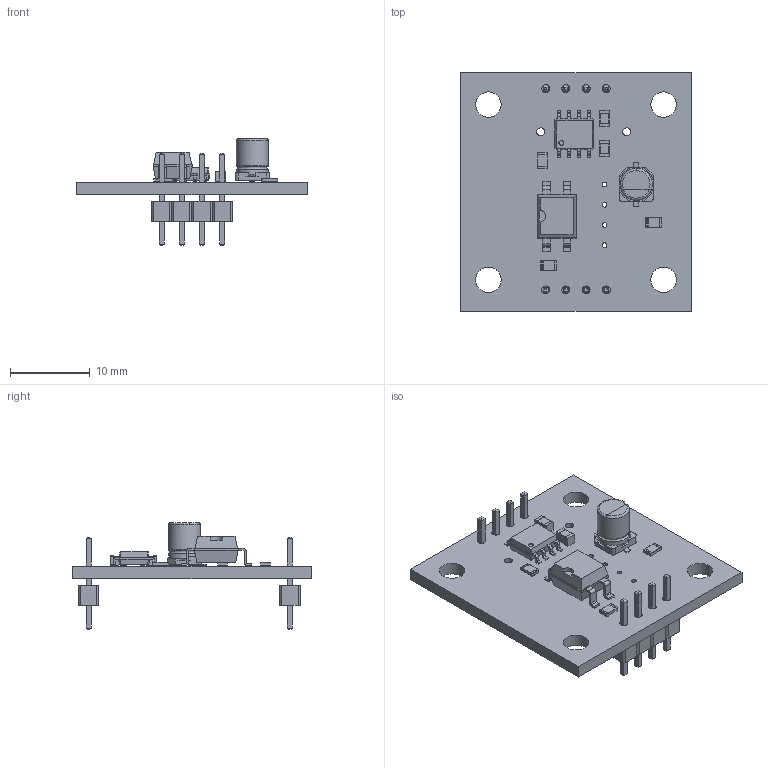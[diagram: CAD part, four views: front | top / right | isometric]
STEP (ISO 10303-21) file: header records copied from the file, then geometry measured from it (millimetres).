
FILE_DESCRIPTION(('KiCad electronic assembly'),'2;1');
FILE_NAME('Gate_Driver_Module.step','2023-01-02T22:57:37',('Pcbnew'),( 'Kicad'),'Open CASCADE STEP processor 7.6','KiCad to STEP converter' ,'Unknown');
FILE_SCHEMA(('AUTOMOTIVE_DESIGN { 1 0 10303 214 1 1 1 1 }'));
Length unit declared in the file: millimetre
Products named in the file (14): Gate_Driver_Module 1; PinHeader_1x04_P2.54mm_Vertical; SOLID; R_0805_2012Metric; SMDIP-4_W7.62mm; C_0805_2012Metric; SOIC-8_3.9x4.9mm_P1.27mm; CP_Elec_4x5.4; Gate_Driver_Module PCB
Assembly tree (17 placements, depth 3):
  Gate_Driver_Module 1
    PinHeader_1x04_P2.54mm_Vertical  x2
      SOLID
    R_0805_2012Metric  x3
      SOLID
    SMDIP-4_W7.62mm
      SOLID
    C_0805_2012Metric  x2
      SOLID
    SOIC-8_3.9x4.9mm_P1.27mm
      SOLID
    CP_Elec_4x5.4
      SOLID
    Gate_Driver_Module PCB
Bounding box: 29 x 29.96 x 13.4 mm (x, y, z)
Volume: 1669.6 mm3; surface area: 2769.6 mm2
Topology: 11 solids, 11 shells, 639 faces, 1608 edges, 1013 vertices
Faces by surface type: plane 454, cylinder 126, bspline 54, torus 4, revolution 1
Full cylindrical faces by diameter (mm): 0.6 x5, 1 x10, 3.2 x4, 4 x2
Entity records: 33156 total; most frequent: CARTESIAN_POINT 6673, DIRECTION 4243, LINE 2899, VECTOR 2899, ORIENTED_EDGE 2324, PCURVE 2324, DEFINITIONAL_REPRESENTATION 2324, EDGE_CURVE 1162
